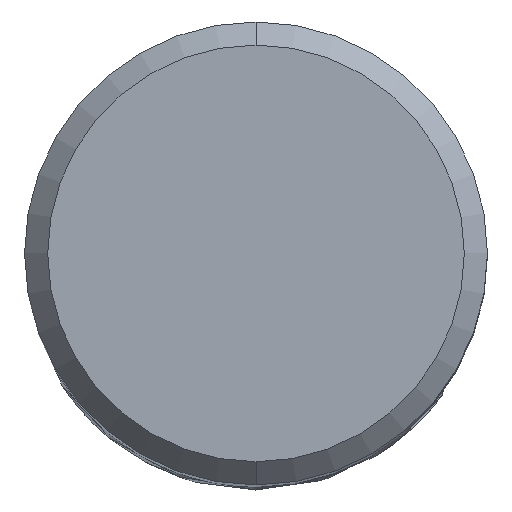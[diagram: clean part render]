
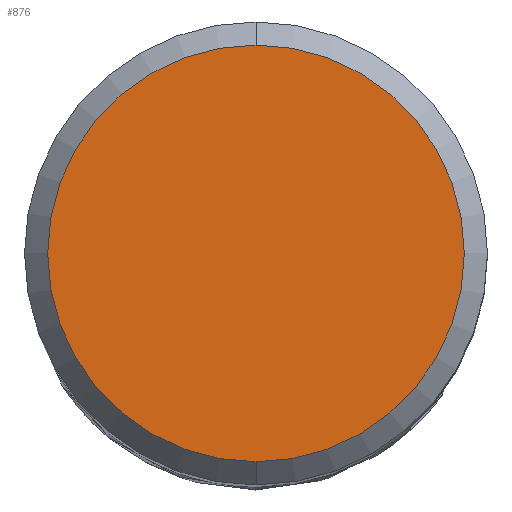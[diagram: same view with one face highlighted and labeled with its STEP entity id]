
A CAD part, top view. The second image highlights one B-rep face of the part: STEP entity #876.
In plain terms, the highlighted planar face has unit normal (0, 0, 1).
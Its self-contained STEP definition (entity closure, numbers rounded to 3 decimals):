
#442=EDGE_CURVE('',#836,#946,#1146,.T.);
#836=VERTEX_POINT('',#1578);
#876=ADVANCED_FACE('',(#1621),#1622,.T.);
#922=EDGE_CURVE('',#946,#836,#1671,.T.);
#946=VERTEX_POINT('',#1699);
#1146=CIRCLE('',#2263,9.0);
#1578=CARTESIAN_POINT('',(0.,-9.0,0.0));
#1621=FACE_OUTER_BOUND('',#6569,.T.);
#1622=PLANE('',#6570);
#1671=CIRCLE('',#7185,9.0);
#1699=CARTESIAN_POINT('',(0.0,9.0,0.0));
#2263=AXIS2_PLACEMENT_3D('',#8841,#8842,#8843);
#6569=EDGE_LOOP('',(#9369,#9370));
#6570=AXIS2_PLACEMENT_3D('',#9371,#9372,#9373);
#7185=AXIS2_PLACEMENT_3D('',#9409,#9410,#9411);
#8841=CARTESIAN_POINT('',(0.0,0.0,0.0));
#8842=DIRECTION('',(0.0,0.0,-1.0));
#8843=DIRECTION('',(0.0,1.0,0.0));
#9369=ORIENTED_EDGE('',*,*,#922,.F.);
#9370=ORIENTED_EDGE('',*,*,#442,.F.);
#9371=CARTESIAN_POINT('',(0.0,4.5,0.0));
#9372=DIRECTION('',(-0.0,0.0,1.0));
#9373=DIRECTION('',(0.0,-1.0,0.0));
#9409=CARTESIAN_POINT('',(0.0,0.0,0.0));
#9410=DIRECTION('',(0.0,0.0,-1.0));
#9411=DIRECTION('',(0.0,1.0,0.0));
